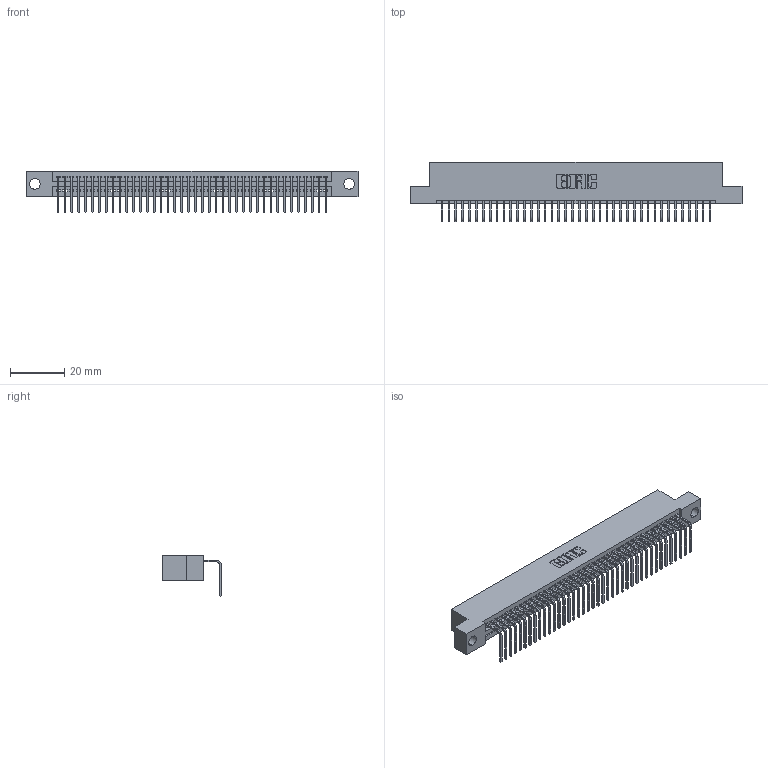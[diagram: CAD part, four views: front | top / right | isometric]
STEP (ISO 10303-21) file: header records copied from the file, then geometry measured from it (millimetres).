
FILE_DESCRIPTION (( 'STEP AP203' ), '1' );
FILE_NAME ('395-040-558-104.STEP', '2021-06-11T14:47:51', ( '' ), ( '' ), 'SwSTEP 2.0', 'SolidWorks 2020', '' );
FILE_SCHEMA (( 'CONFIG_CONTROL_DESIGN' ));
Length unit declared in the file: inch
Products named in the file (3): 345 Part_Flush Mounting Lugs - 0.156 Dia-TI; 395-040-558-104; 345-292-001_558 Tail - 2
Assembly tree (41 placements, depth 2):
  395-040-558-104
    345 Part_Flush Mounting Lugs - 0.156 Dia-TI
    345-292-001_558 Tail - 2  x40
Bounding box: 122.81 x 21.83 x 15.37 mm (x, y, z)
Volume: 11675.5 mm3; surface area: 16114 mm2
Topology: 41 solids, 41 shells, 2540 faces, 7657 edges, 5050 vertices
Faces by surface type: plane 1774, cylinder 766
Entity records: 30877 total; most frequent: CARTESIAN_POINT 5358, ORIENTED_EDGE 5330, DIRECTION 4681, EDGE_CURVE 2665, VECTOR 2373, LINE 2373, VERTEX_POINT 1774, AXIS2_PLACEMENT_3D 1154
